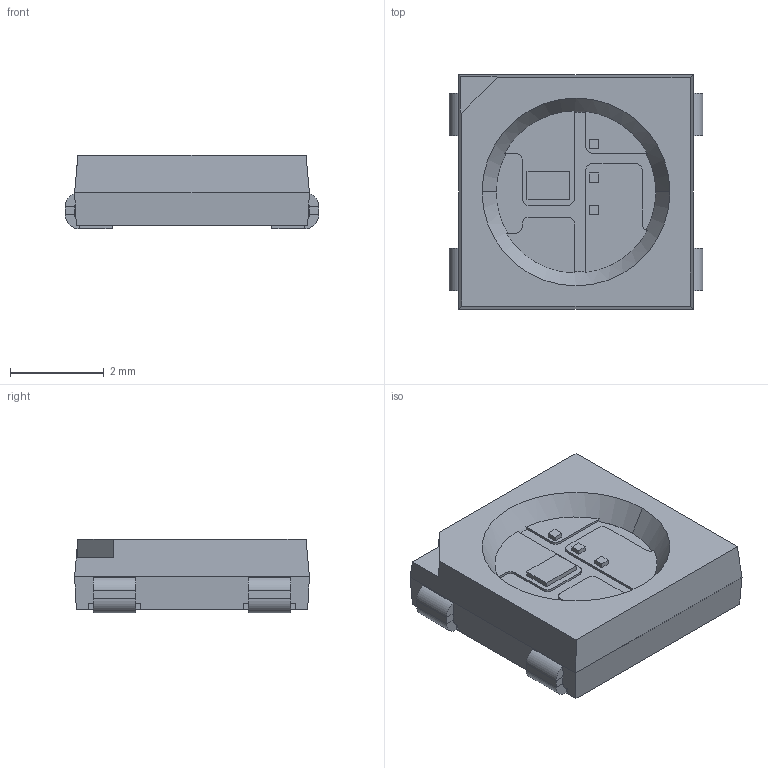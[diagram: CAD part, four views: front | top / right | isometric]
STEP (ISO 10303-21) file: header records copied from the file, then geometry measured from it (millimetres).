
FILE_DESCRIPTION(('FreeCAD Model'),'2;1');
FILE_NAME('User Library-ws2812B-1_sp.step', '2018-05-31T01:00:33',('kicad StepUp'),('ksu MCAD'), 'Open CASCADE STEP processor 6.8','FreeCAD','Unknown');
FILE_SCHEMA(('AUTOMOTIVE_DESIGN_CC2 { 1 2 10303 214 -1 1 5 4 }'));
Length unit declared in the file: millimetre
Products named in the file (2): ASSEMBLY; User_Library-ws2812B-1_sp
Assembly tree (1 placements, depth 2):
  ASSEMBLY
    User_Library-ws2812B-1_sp
Bounding box: 5.4 x 5 x 1.57 mm (x, y, z)
Volume: 31.6 mm3; surface area: 90.9 mm2
Topology: 1 solids, 1 shells, 163 faces, 423 edges, 266 vertices
Faces by surface type: plane 127, cylinder 34, cone 2
Entity records: 6091 total; most frequent: CARTESIAN_POINT 860, ORIENTED_EDGE 846, DIRECTION 833, EDGE_CURVE 423, LINE 341, VECTOR 341, VERTEX_POINT 266, AXIS2_PLACEMENT_3D 246
